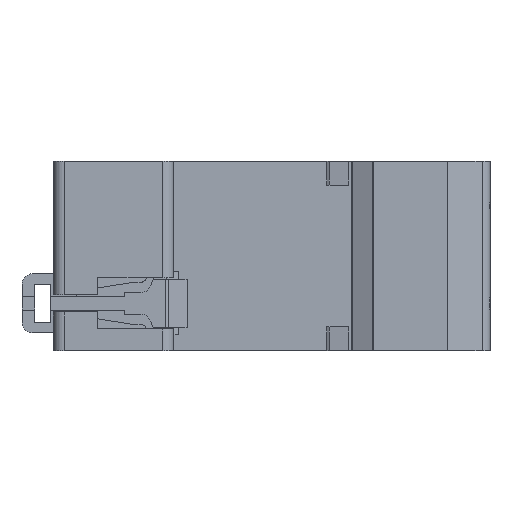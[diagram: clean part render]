
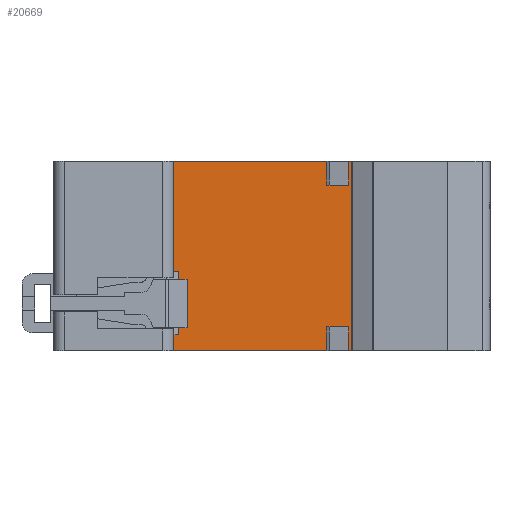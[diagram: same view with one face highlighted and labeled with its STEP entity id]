
A CAD part, front view. The second image highlights one B-rep face of the part: STEP entity #20669.
In plain terms, the highlighted planar face has unit normal (0, -1, 0).
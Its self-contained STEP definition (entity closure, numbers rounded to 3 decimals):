
#257 = LINE ( 'NONE', #10388, #40035 ) ;
#355 = CARTESIAN_POINT ( 'NONE',  ( 10.376, -31., -31.1 ) ) ;
#586 = AXIS2_PLACEMENT_3D ( 'NONE', #15233, #18240, #24508 ) ;
#867 = LINE ( 'NONE', #14063, #23008 ) ;
#1267 = CARTESIAN_POINT ( 'NONE',  ( -18.5, -31., -143.091 ) ) ;
#2025 = CARTESIAN_POINT ( 'NONE',  ( -18.5, -31., -143.091 ) ) ;
#3365 = ORIENTED_EDGE ( 'NONE', *, *, #16018, .F. ) ;
#3579 = ORIENTED_EDGE ( 'NONE', *, *, #29410, .F. ) ;
#3877 = CARTESIAN_POINT ( 'NONE',  ( 14.431, -31., -31.1 ) ) ;
#3897 = CARTESIAN_POINT ( 'NONE',  ( -30.45, -31., -20.8 ) ) ;
#4408 = VECTOR ( 'NONE', #10762, 1000. ) ;
#5192 = VERTEX_POINT ( 'NONE', #19841 ) ;
#5412 = LINE ( 'NONE', #17668, #21448 ) ;
#5508 = VECTOR ( 'NONE', #21422, 1000. ) ;
#5804 = LINE ( 'NONE', #9661, #13107 ) ;
#6441 = ORIENTED_EDGE ( 'NONE', *, *, #41597, .F. ) ;
#6975 = VECTOR ( 'NONE', #9402, 1000. ) ;
#7102 = VECTOR ( 'NONE', #30653, 1000. ) ;
#7358 = LINE ( 'NONE', #40161, #7102 ) ;
#7686 = EDGE_CURVE ( 'NONE', #36450, #31009, #867, .T. ) ;
#7778 = CARTESIAN_POINT ( 'NONE',  ( 17.5, -31., -35.6 ) ) ;
#7833 = DIRECTION ( 'NONE',  ( 0., 0., -1. ) ) ;
#7917 = EDGE_CURVE ( 'NONE', #18187, #11760, #7358, .T. ) ;
#8140 = PLANE ( 'NONE',  #586 ) ;
#8332 = DIRECTION ( 'NONE',  ( 0., 0., 1. ) ) ;
#9402 = DIRECTION ( 'NONE',  ( 1., 0., 0. ) ) ;
#9641 = VECTOR ( 'NONE', #31890, 1000. ) ;
#9661 = CARTESIAN_POINT ( 'NONE',  ( -18.5, -31., -35.6 ) ) ;
#9864 = CARTESIAN_POINT ( 'NONE',  ( -17.5, -31., -20.8 ) ) ;
#9917 = CARTESIAN_POINT ( 'NONE',  ( -18.5, -31., -35.6 ) ) ;
#9979 = DIRECTION ( 'NONE',  ( 0., 0., 1. ) ) ;
#10388 = CARTESIAN_POINT ( 'NONE',  ( -17.5, -31., -26.7 ) ) ;
#10762 = DIRECTION ( 'NONE',  ( 0., 0., 1. ) ) ;
#10965 = CARTESIAN_POINT ( 'NONE',  ( 17.5, -31., -143.091 ) ) ;
#11299 = VERTEX_POINT ( 'NONE', #37785 ) ;
#11455 = VECTOR ( 'NONE', #38782, 1000. ) ;
#11608 = EDGE_CURVE ( 'NONE', #31671, #17683, #11772, .T. ) ;
#11664 = ORIENTED_EDGE ( 'NONE', *, *, #40664, .F. ) ;
#11760 = VERTEX_POINT ( 'NONE', #24492 ) ;
#11772 = LINE ( 'NONE', #21969, #9641 ) ;
#11976 = LINE ( 'NONE', #25170, #18977 ) ;
#12202 = CARTESIAN_POINT ( 'NONE',  ( -18.5, -31., -35.6 ) ) ;
#13107 = VECTOR ( 'NONE', #35168, 1000. ) ;
#13190 = VERTEX_POINT ( 'NONE', #9917 ) ;
#13616 = DIRECTION ( 'NONE',  ( -1., 0., 0. ) ) ;
#13711 = VECTOR ( 'NONE', #13616, 1000. ) ;
#14063 = CARTESIAN_POINT ( 'NONE',  ( 10.376, -31., -31.1 ) ) ;
#14251 = DIRECTION ( 'NONE',  ( 0., 0., 1. ) ) ;
#14309 = ORIENTED_EDGE ( 'NONE', *, *, #41518, .T. ) ;
#14396 = VECTOR ( 'NONE', #15988, 1000. ) ;
#14475 = LINE ( 'NONE', #3897, #13711 ) ;
#14706 = CARTESIAN_POINT ( 'NONE',  ( 14.431, -31., -31.1 ) ) ;
#15233 = CARTESIAN_POINT ( 'NONE',  ( -18.5, -31., -143.091 ) ) ;
#15357 = ORIENTED_EDGE ( 'NONE', *, *, #7917, .F. ) ;
#15561 = ORIENTED_EDGE ( 'NONE', *, *, #7686, .F. ) ;
#15988 = DIRECTION ( 'NONE',  ( 0., 0., 1. ) ) ;
#16018 = EDGE_CURVE ( 'NONE', #26525, #18187, #11976, .T. ) ;
#16930 = VERTEX_POINT ( 'NONE', #7778 ) ;
#17337 = ORIENTED_EDGE ( 'NONE', *, *, #27610, .T. ) ;
#17668 = CARTESIAN_POINT ( 'NONE',  ( -18.5, -31., 0. ) ) ;
#17683 = VERTEX_POINT ( 'NONE', #27649 ) ;
#18083 = CARTESIAN_POINT ( 'NONE',  ( 10.376, -31., -35.6 ) ) ;
#18187 = VERTEX_POINT ( 'NONE', #29716 ) ;
#18240 = DIRECTION ( 'NONE',  ( 0., -1., 0. ) ) ;
#18376 = LINE ( 'NONE', #14706, #5508 ) ;
#18542 = DIRECTION ( 'NONE',  ( 1., 0., 0. ) ) ;
#18977 = VECTOR ( 'NONE', #24957, 1000. ) ;
#19316 = ORIENTED_EDGE ( 'NONE', *, *, #33478, .F. ) ;
#19320 = LINE ( 'NONE', #25575, #6975 ) ;
#19841 = CARTESIAN_POINT ( 'NONE',  ( 10.376, -31., -4.5 ) ) ;
#20291 = EDGE_LOOP ( 'NONE', ( #6441, #39251, #25645, #21400, #39026, #15561, #24876, #17337, #3579, #37866, #15357, #3365, #40634, #14309, #19316, #11664 ) ) ;
#20492 = VERTEX_POINT ( 'NONE', #9864 ) ;
#20669 = ADVANCED_FACE ( 'NONE', ( #28658 ), #8140, .T. ) ;
#20932 = LINE ( 'NONE', #1267, #30322 ) ;
#21188 = EDGE_CURVE ( 'NONE', #17683, #20492, #257, .T. ) ;
#21399 = CARTESIAN_POINT ( 'NONE',  ( 14.431, -31., -4.5 ) ) ;
#21400 = ORIENTED_EDGE ( 'NONE', *, *, #28853, .F. ) ;
#21422 = DIRECTION ( 'NONE',  ( 0., 0., -1. ) ) ;
#21448 = VECTOR ( 'NONE', #18542, 1000. ) ;
#21672 = VERTEX_POINT ( 'NONE', #40729 ) ;
#21738 = CARTESIAN_POINT ( 'NONE',  ( -18.5, -31., -20.8 ) ) ;
#21969 = CARTESIAN_POINT ( 'NONE',  ( -30.45, -31., -32.6 ) ) ;
#22255 = LINE ( 'NONE', #21399, #36644 ) ;
#22823 = EDGE_CURVE ( 'NONE', #5192, #26525, #22255, .T. ) ;
#23008 = VECTOR ( 'NONE', #7833, 1000. ) ;
#23879 = CARTESIAN_POINT ( 'NONE',  ( 14.431, -31., -4.5 ) ) ;
#24052 = LINE ( 'NONE', #2025, #32909 ) ;
#24492 = CARTESIAN_POINT ( 'NONE',  ( 17.5, -31., 0. ) ) ;
#24508 = DIRECTION ( 'NONE',  ( 0., 0., -1. ) ) ;
#24876 = ORIENTED_EDGE ( 'NONE', *, *, #42343, .T. ) ;
#24957 = DIRECTION ( 'NONE',  ( 0., 0., 1. ) ) ;
#25170 = CARTESIAN_POINT ( 'NONE',  ( 14.431, -31., -4.5 ) ) ;
#25575 = CARTESIAN_POINT ( 'NONE',  ( 14.431, -31., -31.1 ) ) ;
#25645 = ORIENTED_EDGE ( 'NONE', *, *, #11608, .F. ) ;
#26525 = VERTEX_POINT ( 'NONE', #23879 ) ;
#26818 = VERTEX_POINT ( 'NONE', #30505 ) ;
#27610 = EDGE_CURVE ( 'NONE', #31805, #26818, #18376, .T. ) ;
#27649 = CARTESIAN_POINT ( 'NONE',  ( -17.5, -31., -32.6 ) ) ;
#28130 = CARTESIAN_POINT ( 'NONE',  ( -18.5, -31., -32.6 ) ) ;
#28453 = LINE ( 'NONE', #12202, #11455 ) ;
#28658 = FACE_OUTER_BOUND ( 'NONE', #20291, .T. ) ;
#28853 = EDGE_CURVE ( 'NONE', #13190, #31671, #20932, .T. ) ;
#29410 = EDGE_CURVE ( 'NONE', #16930, #26818, #5804, .T. ) ;
#29716 = CARTESIAN_POINT ( 'NONE',  ( 14.431, -31., 0. ) ) ;
#30322 = VECTOR ( 'NONE', #14251, 1000. ) ;
#30505 = CARTESIAN_POINT ( 'NONE',  ( 14.431, -31., -35.6 ) ) ;
#30653 = DIRECTION ( 'NONE',  ( 1., 0., 0. ) ) ;
#31009 = VERTEX_POINT ( 'NONE', #18083 ) ;
#31671 = VERTEX_POINT ( 'NONE', #28130 ) ;
#31760 = DIRECTION ( 'NONE',  ( 1., 0., 0. ) ) ;
#31805 = VERTEX_POINT ( 'NONE', #3877 ) ;
#31890 = DIRECTION ( 'NONE',  ( 1., 0., 0. ) ) ;
#32436 = LINE ( 'NONE', #33081, #14396 ) ;
#32909 = VECTOR ( 'NONE', #8332, 1000. ) ;
#33081 = CARTESIAN_POINT ( 'NONE',  ( 10.376, -31., -4.5 ) ) ;
#33478 = EDGE_CURVE ( 'NONE', #11299, #21672, #5412, .T. ) ;
#35168 = DIRECTION ( 'NONE',  ( -1., 0., 0. ) ) ;
#36450 = VERTEX_POINT ( 'NONE', #355 ) ;
#36644 = VECTOR ( 'NONE', #31760, 1000. ) ;
#37153 = VERTEX_POINT ( 'NONE', #21738 ) ;
#37785 = CARTESIAN_POINT ( 'NONE',  ( -18.5, -31., 0. ) ) ;
#37866 = ORIENTED_EDGE ( 'NONE', *, *, #37982, .T. ) ;
#37982 = EDGE_CURVE ( 'NONE', #16930, #11760, #40376, .T. ) ;
#38782 = DIRECTION ( 'NONE',  ( -1., 0., 0. ) ) ;
#39026 = ORIENTED_EDGE ( 'NONE', *, *, #39714, .F. ) ;
#39251 = ORIENTED_EDGE ( 'NONE', *, *, #21188, .F. ) ;
#39714 = EDGE_CURVE ( 'NONE', #31009, #13190, #28453, .T. ) ;
#40035 = VECTOR ( 'NONE', #9979, 1000. ) ;
#40161 = CARTESIAN_POINT ( 'NONE',  ( -18.5, -31., 0. ) ) ;
#40376 = LINE ( 'NONE', #10965, #4408 ) ;
#40634 = ORIENTED_EDGE ( 'NONE', *, *, #22823, .F. ) ;
#40664 = EDGE_CURVE ( 'NONE', #37153, #11299, #24052, .T. ) ;
#40729 = CARTESIAN_POINT ( 'NONE',  ( 10.376, -31., 0. ) ) ;
#41518 = EDGE_CURVE ( 'NONE', #5192, #21672, #32436, .T. ) ;
#41597 = EDGE_CURVE ( 'NONE', #20492, #37153, #14475, .T. ) ;
#42343 = EDGE_CURVE ( 'NONE', #36450, #31805, #19320, .T. ) ;
